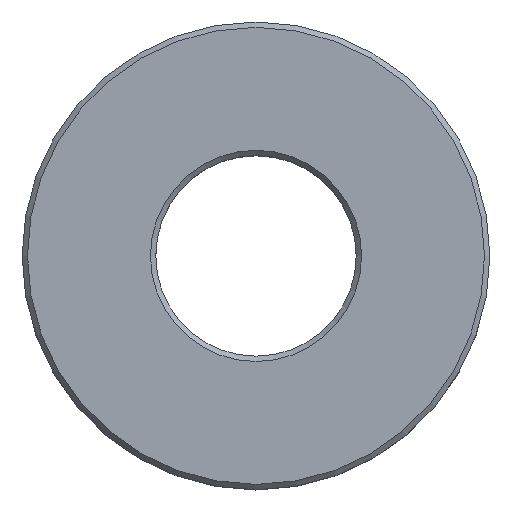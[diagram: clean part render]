
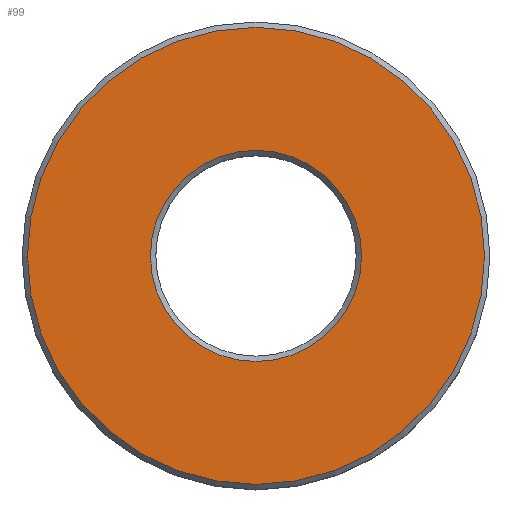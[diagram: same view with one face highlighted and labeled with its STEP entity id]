
A CAD part, top view. The second image highlights one B-rep face of the part: STEP entity #99.
In plain terms, the highlighted planar face has unit normal (0, 0, 1).
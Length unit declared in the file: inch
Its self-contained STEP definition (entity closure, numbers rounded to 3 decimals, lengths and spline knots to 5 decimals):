
#13=PLANE($,#118);
#23=FACE_BOUND($,#46,.T.);
#31=FACE_OUTER_BOUND($,#45,.T.);
#45=EDGE_LOOP($,(#85));
#46=EDGE_LOOP($,(#86));
#50=CIRCLE($,#106,0.1975);
#53=CIRCLE($,#111,0.4275);
#58=VERTEX_POINT($,#158);
#61=VERTEX_POINT($,#166);
#66=EDGE_CURVE($,#58,#58,#50,.T.);
#69=EDGE_CURVE($,#61,#61,#53,.T.);
#85=ORIENTED_EDGE($,*,*,#69,.T.);
#86=ORIENTED_EDGE($,*,*,#66,.T.);
#99=ADVANCED_FACE($,(#31,#23),#13,.F.);
#106=AXIS2_PLACEMENT_3D($,#159,#126,#127);
#111=AXIS2_PLACEMENT_3D($,#167,#136,#137);
#118=AXIS2_PLACEMENT_3D($,#177,#150,#151);
#126=DIRECTION('center_axis',(0.,0.,-1.));
#127=DIRECTION('ref_axis',(-1.,0.,0.));
#136=DIRECTION('center_axis',(0.,0.,1.));
#137=DIRECTION('ref_axis',(-1.,0.,0.));
#150=DIRECTION('center_axis',(0.,0.,-1.));
#151=DIRECTION('ref_axis',(-1.,0.,0.));
#158=CARTESIAN_POINT('',(0.1975,0.,0.28));
#159=CARTESIAN_POINT('Origin',(0.,0.,
0.28));
#166=CARTESIAN_POINT('',(-0.4275,0.,0.28));
#167=CARTESIAN_POINT('Origin',(0.,0.,0.28));
#177=CARTESIAN_POINT('Origin',(0.,0.,0.28));
